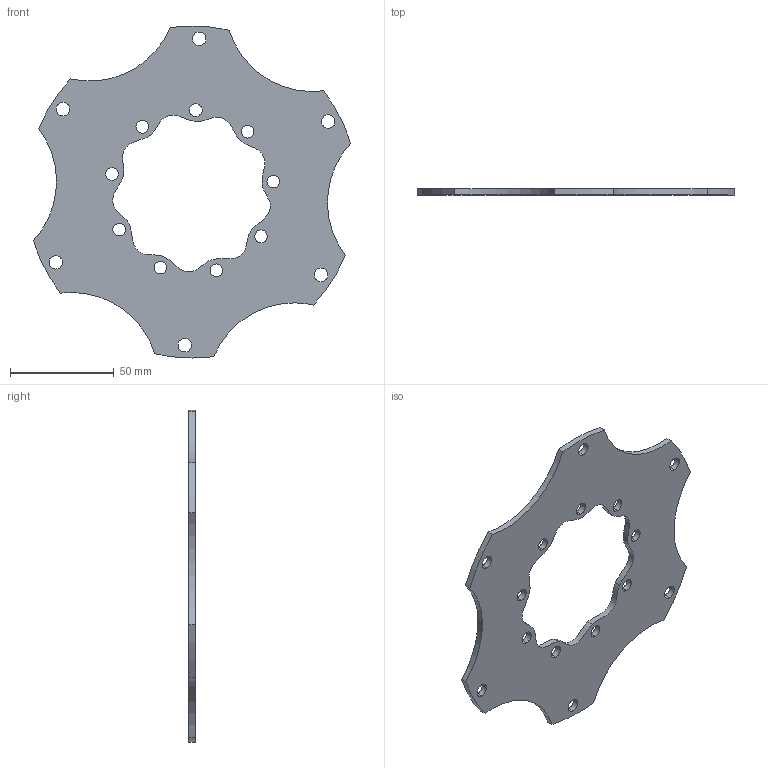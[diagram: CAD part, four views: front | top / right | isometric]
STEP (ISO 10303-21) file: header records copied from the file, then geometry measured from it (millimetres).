
FILE_DESCRIPTION (( 'STEP AP203' ), '1' );
FILE_NAME ('Schlumpf_to_Shimanoicetech203.STEP', '2023-05-25T08:41:31', ( '' ), ( '' ), 'SwSTEP 2.0', 'SolidWorks 2019', '' );
FILE_SCHEMA (( 'CONFIG_CONTROL_DESIGN' ));
Length unit declared in the file: millimetre
Products named in the file (1): Schlumpf_to_Shimanoicetech203
Bounding box: 152.95 x 3 x 159.99 mm (x, y, z)
Volume: 36908.6 mm3; surface area: 27795.4 mm2
Topology: 1 solids, 1 shells, 56 faces, 162 edges, 108 vertices
Faces by surface type: cylinder 45, bspline 9, plane 2
Entity records: 2271 total; most frequent: CARTESIAN_POINT 624, DIRECTION 330, ORIENTED_EDGE 324, EDGE_CURVE 162, AXIS2_PLACEMENT_3D 138, VERTEX_POINT 108, CIRCLE 90, EDGE_LOOP 88
